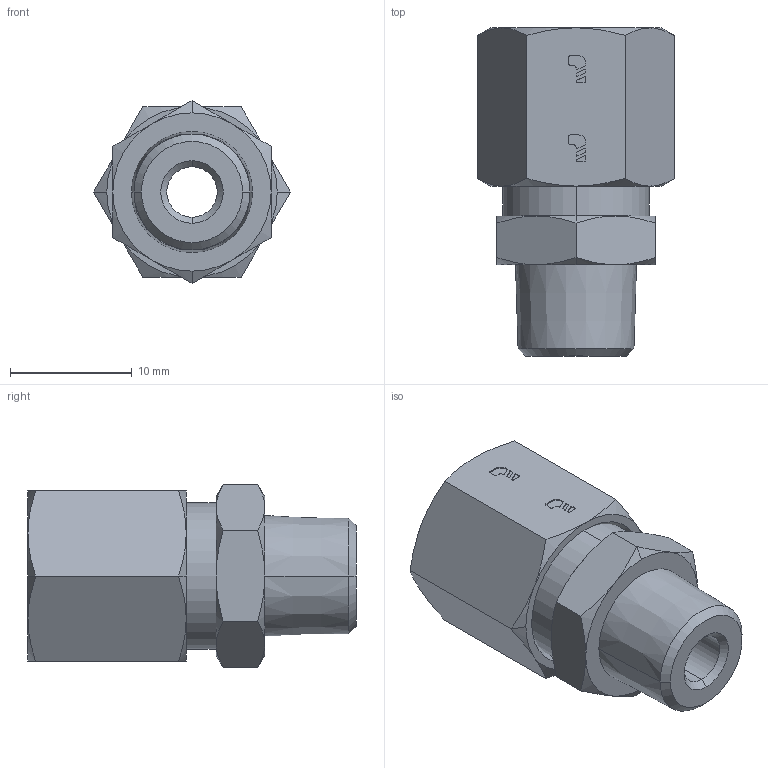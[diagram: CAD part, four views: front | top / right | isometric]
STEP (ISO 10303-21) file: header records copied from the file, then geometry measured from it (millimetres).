
FILE_DESCRIPTION(('STEP AP214'),'1');
FILE_NAME('1805_08_10.stp','2016-07-07T14:24:33',('TraceParts'),('TraceParts S.A.'),'Spatial InterOp 3D',' ',' ');
FILE_SCHEMA(('automotive_design'));
Length unit declared in the file: millimetre
Products named in the file (3): 1805-08-10_asm|1805-08-10U:1#1805-08-10U;1805-08-10U; 1805-08-10_asm|1824-08-00:1#1824-08-00;1824-08-00; 1805-08-10_asm|1810-08-00:1#1810-08-00;1810-08-00
Bounding box: 16.17 x 26.95 x 15.01 mm (x, y, z)
Volume: 2774.4 mm3; surface area: 2909 mm2
Topology: 3 solids, 3 shells, 305 faces, 787 edges, 501 vertices
Faces by surface type: plane 191, cone 58, cylinder 50, torus 6
Entity records: 11630 total; most frequent: CARTESIAN_POINT 1692, ORIENTED_EDGE 1574, DIRECTION 1518, EDGE_CURVE 787, LINE 576, VECTOR 576, VERTEX_POINT 501, AXIS2_PLACEMENT_3D 471
